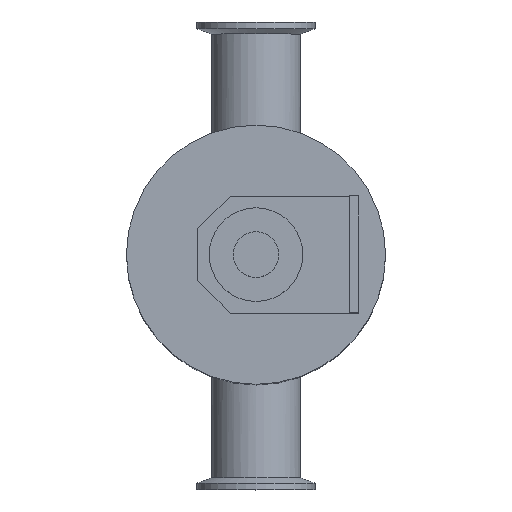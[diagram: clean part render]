
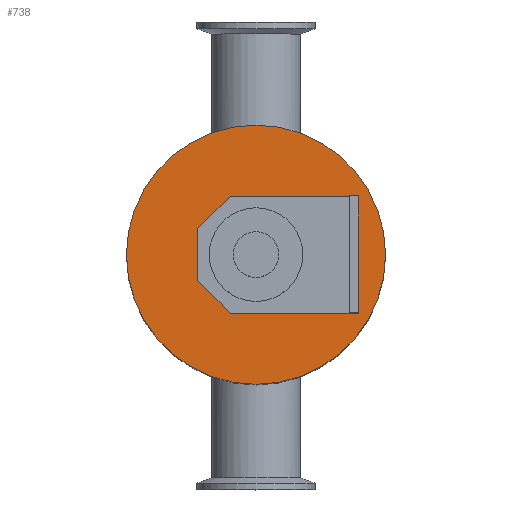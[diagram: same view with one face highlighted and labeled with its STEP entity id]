
A CAD part, top view. The second image highlights one B-rep face of the part: STEP entity #738.
In plain terms, the highlighted planar face has unit normal (0, 0, 1).
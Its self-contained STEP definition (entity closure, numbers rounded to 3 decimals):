
#185=FACE_OUTER_BOUND('',#244,.T.);
#244=EDGE_LOOP('',(#523));
#311=CIRCLE('',#867,55.4);
#352=VERTEX_POINT('',#1221);
#418=EDGE_CURVE('',#352,#352,#311,.T.);
#523=ORIENTED_EDGE('',*,*,#418,.F.);
#708=PLANE('',#866);
#738=ADVANCED_FACE('',(#185),#708,.T.);
#866=AXIS2_PLACEMENT_3D('',#1220,#986,#987);
#867=AXIS2_PLACEMENT_3D('',#1222,#988,#989);
#986=DIRECTION('center_axis',(0.,0.,1.));
#987=DIRECTION('ref_axis',(1.,0.,0.));
#988=DIRECTION('center_axis',(0.,0.,-1.));
#989=DIRECTION('ref_axis',(-1.,0.,0.));
#1220=CARTESIAN_POINT('Origin',(-27.7,0.,301.85));
#1221=CARTESIAN_POINT('',(55.4,0.,301.85));
#1222=CARTESIAN_POINT('Origin',(0.,0.,301.85));
